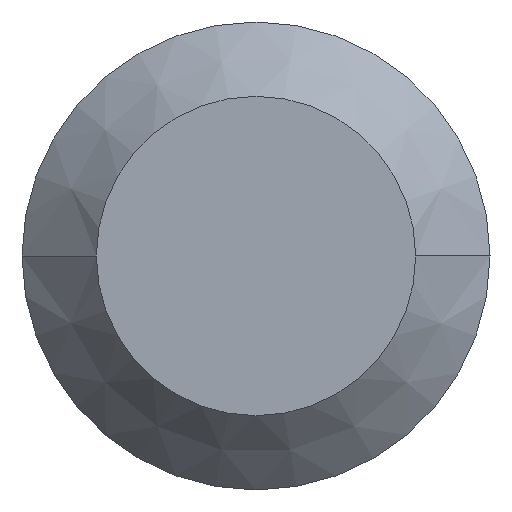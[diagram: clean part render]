
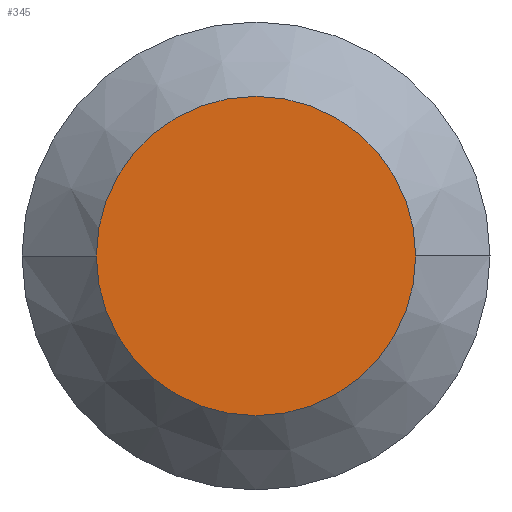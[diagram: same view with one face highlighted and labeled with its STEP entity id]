
A CAD part, left-side view. The second image highlights one B-rep face of the part: STEP entity #345.
In plain terms, the highlighted planar face has unit normal (-1, 0, 0).
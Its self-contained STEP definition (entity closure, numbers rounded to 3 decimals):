
#20 = EDGE_CURVE ( 'NONE', #213, #396, #243, .T. ) ;
#43 = CARTESIAN_POINT ( 'NONE',  ( 0., -1.365, 0. ) ) ;
#54 = ORIENTED_EDGE ( 'NONE', *, *, #20, .F. ) ;
#74 = CIRCLE ( 'NONE', #95, 1.365 ) ;
#77 = AXIS2_PLACEMENT_3D ( 'NONE', #307, #141, #214 ) ;
#95 = AXIS2_PLACEMENT_3D ( 'NONE', #412, #318, #259 ) ;
#126 = PLANE ( 'NONE',  #248 ) ;
#141 = DIRECTION ( 'NONE',  ( 1., 0., 0. ) ) ;
#156 = CARTESIAN_POINT ( 'NONE',  ( 0., 1.365, 0. ) ) ;
#165 = DIRECTION ( 'NONE',  ( -1., 0., 0. ) ) ;
#213 = VERTEX_POINT ( 'NONE', #43 ) ;
#214 = DIRECTION ( 'NONE',  ( 0., 1., 0. ) ) ;
#218 = FACE_OUTER_BOUND ( 'NONE', #377, .T. ) ;
#243 = CIRCLE ( 'NONE', #77, 1.365 ) ;
#248 = AXIS2_PLACEMENT_3D ( 'NONE', #353, #165, #325 ) ;
#259 = DIRECTION ( 'NONE',  ( 0., 1., 0. ) ) ;
#307 = CARTESIAN_POINT ( 'NONE',  ( 0., 0., 0. ) ) ;
#318 = DIRECTION ( 'NONE',  ( 1., 0., 0. ) ) ;
#325 = DIRECTION ( 'NONE',  ( 0., -1., 0. ) ) ;
#345 = ADVANCED_FACE ( 'NONE', ( #218 ), #126, .T. ) ;
#353 = CARTESIAN_POINT ( 'NONE',  ( 0., 0., 0. ) ) ;
#377 = EDGE_LOOP ( 'NONE', ( #392, #54 ) ) ;
#392 = ORIENTED_EDGE ( 'NONE', *, *, #404, .F. ) ;
#396 = VERTEX_POINT ( 'NONE', #156 ) ;
#404 = EDGE_CURVE ( 'NONE', #396, #213, #74, .T. ) ;
#412 = CARTESIAN_POINT ( 'NONE',  ( 0., 0., 0. ) ) ;
